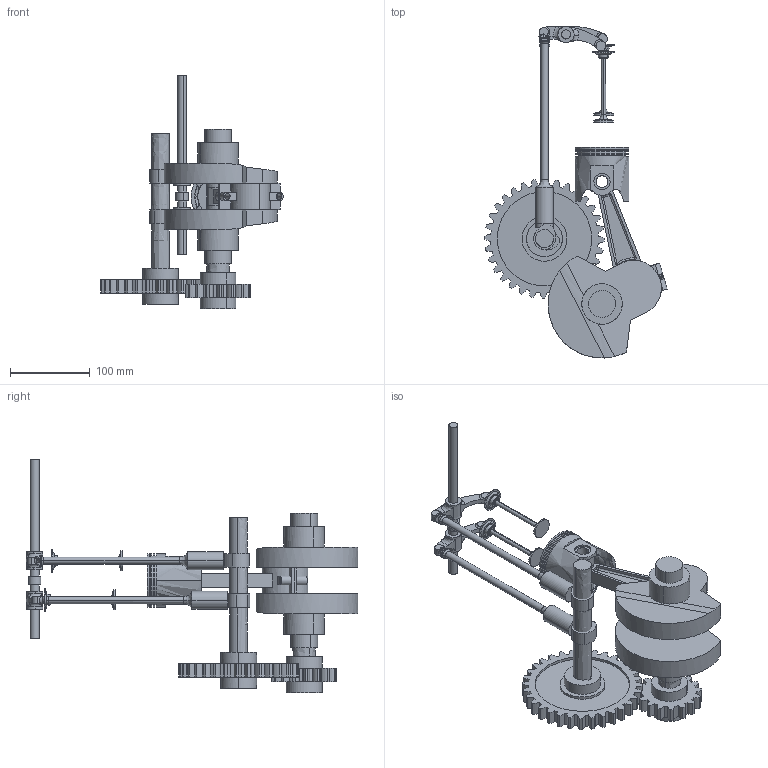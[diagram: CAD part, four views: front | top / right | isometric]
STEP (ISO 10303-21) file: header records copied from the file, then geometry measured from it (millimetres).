
FILE_DESCRIPTION(('FreeCAD Model'),'2;1');
FILE_NAME('Open CASCADE Shape Model','2025-05-04T13:18:56',('FreeCAD'),( 'FreeCAD'),'Open CASCADE STEP processor 7.6','FreeCAD','Unknown');
FILE_SCHEMA(('AUTOMOTIVE_DESIGN { 1 0 10303 214 1 1 1 1 }'));
Length unit declared in the file: millimetre
Products named in the file (1): Open CASCADE STEP translator 7.6 1
Bounding box: 228.35 x 415.35 x 292.29 mm (x, y, z)
Volume: 1519997.1 mm3; surface area: 309897.6 mm2
Topology: 21 solids, 21 shells, 744 faces, 1866 edges, 1187 vertices
Faces by surface type: bspline 744
Entity records: 25158 total; most frequent: CARTESIAN_POINT 14854, ORIENTED_EDGE 3702, EDGE_CURVE 1851, VERTEX_POINT 1187, B_SPLINE_CURVE_WITH_KNOTS 910, FACE_BOUND 814, EDGE_LOOP 814, ADVANCED_FACE 744
